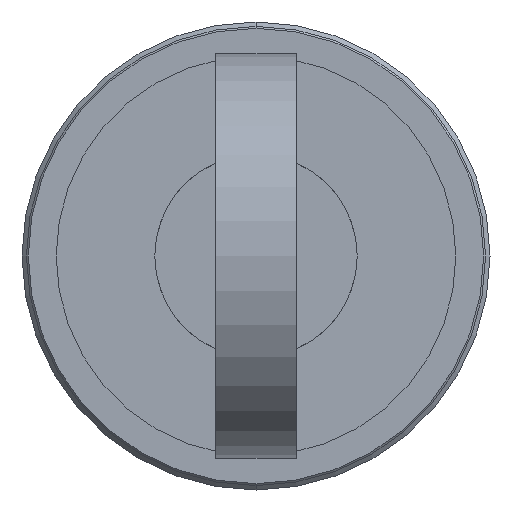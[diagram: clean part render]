
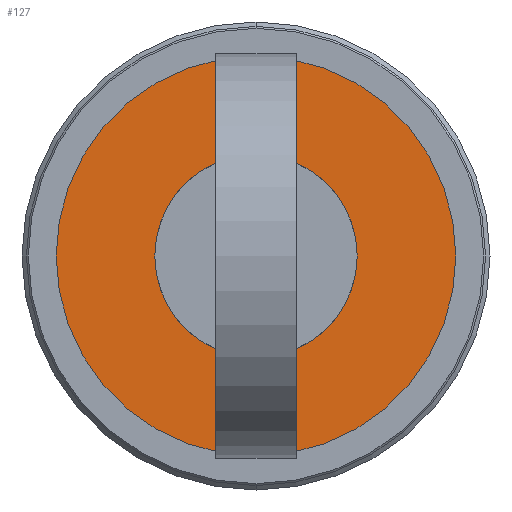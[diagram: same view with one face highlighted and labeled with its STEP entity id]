
A CAD part, left-side view. The second image highlights one B-rep face of the part: STEP entity #127.
In plain terms, the highlighted planar face has unit normal (-1, 0, 0).
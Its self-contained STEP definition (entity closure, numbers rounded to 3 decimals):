
#127=ADVANCED_FACE('',(#352),#351,.F.);
#351=PLANE('',#1324);
#352=FACE_OUTER_BOUND('',#1325,.T.);
#1321=CARTESIAN_POINT('',(168.013,-16.42,219.107));
#1322=DIRECTION('',(1.,0.,0.));
#1323=DIRECTION('',(0.,0.,-1.));
#1324=AXIS2_PLACEMENT_3D('',#1321,#1322,#1323);
#1325=EDGE_LOOP('',(#1952,#1953));
#1952=ORIENTED_EDGE('',*,*,#2360,.T.);
#1953=ORIENTED_EDGE('',*,*,#2361,.T.);
#2360=EDGE_CURVE('',#2922,#2923,#2924,.T.);
#2361=EDGE_CURVE('',#2923,#2922,#2930,.T.);
#2922=VERTEX_POINT('',#4207);
#2923=VERTEX_POINT('',#4208);
#2924=CIRCLE('',#4212,7.9);
#2930=CIRCLE('',#4216,7.9);
#4207=CARTESIAN_POINT('',(168.013,0.,216.737));
#4208=CARTESIAN_POINT('',(168.013,0.,200.937));
#4209=CARTESIAN_POINT('',(168.013,0.,208.837));
#4210=DIRECTION('',(-1.,0.,0.));
#4211=DIRECTION('',(0.,0.,1.));
#4212=AXIS2_PLACEMENT_3D('',#4209,#4210,#4211);
#4213=CARTESIAN_POINT('',(168.013,0.,208.837));
#4214=DIRECTION('',(-1.,0.,0.));
#4215=DIRECTION('',(0.,0.,1.));
#4216=AXIS2_PLACEMENT_3D('',#4213,#4214,#4215);
